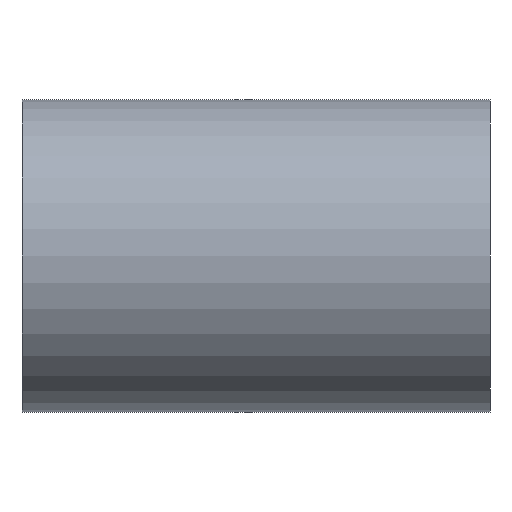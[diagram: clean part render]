
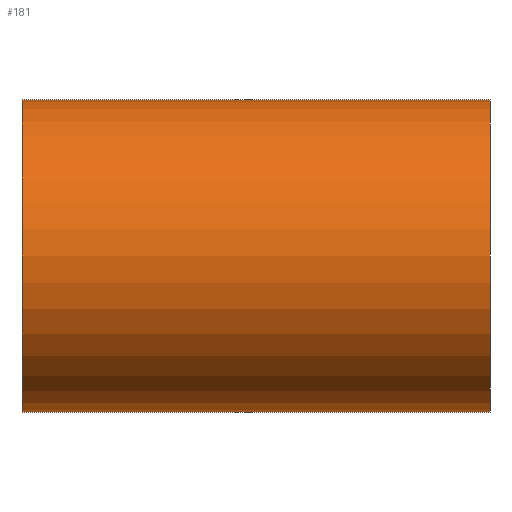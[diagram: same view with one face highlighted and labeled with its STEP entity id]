
A CAD part, left-side view. The second image highlights one B-rep face of the part: STEP entity #181.
In plain terms, the highlighted cylindrical face has radius 25.4 mm (diameter 50.8 mm), a partial arc.
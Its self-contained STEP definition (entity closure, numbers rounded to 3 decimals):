
#5 = DIRECTION ( 'NONE',  ( 0., 0., 1. ) ) ;
#8 = ORIENTED_EDGE ( 'NONE', *, *, #142, .F. ) ;
#17 = CARTESIAN_POINT ( 'NONE',  ( 0., 0., -25.4 ) ) ;
#26 = CARTESIAN_POINT ( 'NONE',  ( 0., 0., 0. ) ) ;
#39 = CARTESIAN_POINT ( 'NONE',  ( 0., 76.2, 0. ) ) ;
#41 = DIRECTION ( 'NONE',  ( 0., 1., 0. ) ) ;
#42 = DIRECTION ( 'NONE',  ( 0., 0., 1. ) ) ;
#59 = CARTESIAN_POINT ( 'NONE',  ( 0., 161.376, 25.4 ) ) ;
#62 = CARTESIAN_POINT ( 'NONE',  ( 0., 76.2, -25.4 ) ) ;
#72 = AXIS2_PLACEMENT_3D ( 'NONE', #26, #228, #5 ) ;
#78 = DIRECTION ( 'NONE',  ( 0., 1., 0. ) ) ;
#87 = VECTOR ( 'NONE', #118, 1000. ) ;
#106 = ORIENTED_EDGE ( 'NONE', *, *, #241, .T. ) ;
#115 = LINE ( 'NONE', #225, #87 ) ;
#117 = VERTEX_POINT ( 'NONE', #17 ) ;
#118 = DIRECTION ( 'NONE',  ( 0., 1., 0. ) ) ;
#124 = CYLINDRICAL_SURFACE ( 'NONE', #234, 25.4 ) ;
#130 = CARTESIAN_POINT ( 'NONE',  ( 0., 76.2, 25.4 ) ) ;
#137 = VERTEX_POINT ( 'NONE', #62 ) ;
#138 = EDGE_CURVE ( 'NONE', #117, #137, #115, .T. ) ;
#142 = EDGE_CURVE ( 'NONE', #137, #154, #227, .T. ) ;
#149 = CARTESIAN_POINT ( 'NONE',  ( 0., 161.376, 0. ) ) ;
#153 = AXIS2_PLACEMENT_3D ( 'NONE', #39, #78, #190 ) ;
#154 = VERTEX_POINT ( 'NONE', #130 ) ;
#163 = DIRECTION ( 'NONE',  ( 0., 1., 0. ) ) ;
#168 = EDGE_CURVE ( 'NONE', #235, #154, #215, .T. ) ;
#181 = ADVANCED_FACE ( 'NONE', ( #184 ), #124, .T. ) ;
#184 = FACE_OUTER_BOUND ( 'NONE', #204, .T. ) ;
#186 = CARTESIAN_POINT ( 'NONE',  ( 0., 0., 25.4 ) ) ;
#190 = DIRECTION ( 'NONE',  ( 0., 0., 1. ) ) ;
#198 = ORIENTED_EDGE ( 'NONE', *, *, #138, .F. ) ;
#199 = ORIENTED_EDGE ( 'NONE', *, *, #168, .T. ) ;
#200 = VECTOR ( 'NONE', #41, 1000. ) ;
#204 = EDGE_LOOP ( 'NONE', ( #198, #106, #199, #8 ) ) ;
#209 = CIRCLE ( 'NONE', #72, 25.4 ) ;
#215 = LINE ( 'NONE', #59, #200 ) ;
#225 = CARTESIAN_POINT ( 'NONE',  ( 0., 161.376, -25.4 ) ) ;
#227 = CIRCLE ( 'NONE', #153, 25.4 ) ;
#228 = DIRECTION ( 'NONE',  ( 0., 1., 0. ) ) ;
#234 = AXIS2_PLACEMENT_3D ( 'NONE', #149, #163, #42 ) ;
#235 = VERTEX_POINT ( 'NONE', #186 ) ;
#241 = EDGE_CURVE ( 'NONE', #117, #235, #209, .T. ) ;
